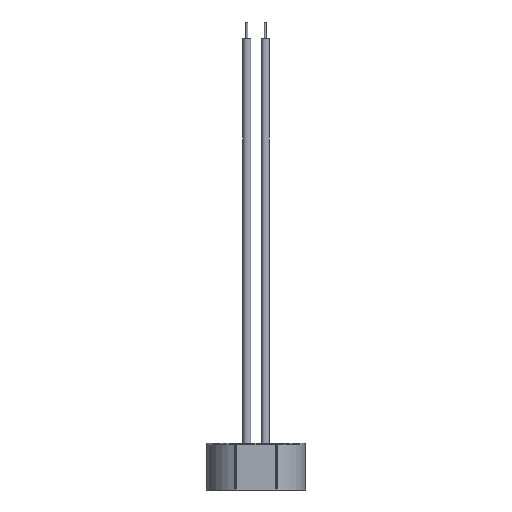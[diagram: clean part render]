
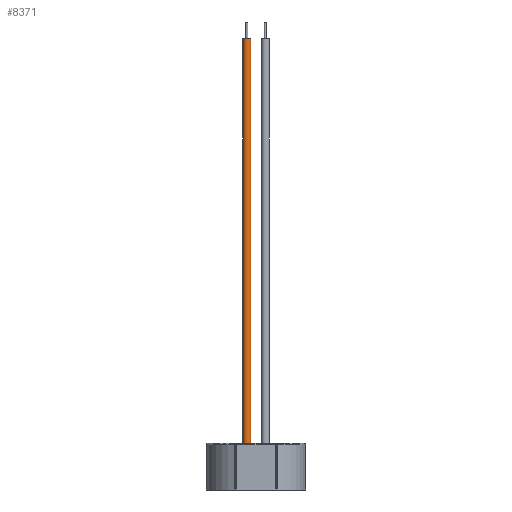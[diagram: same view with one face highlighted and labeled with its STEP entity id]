
A CAD part, front view. The second image highlights one B-rep face of the part: STEP entity #8371.
In plain terms, the highlighted cylindrical face has radius 0.991 mm (diameter 1.981 mm), a partial arc.
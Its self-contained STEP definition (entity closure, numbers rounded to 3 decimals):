
#227 = ORIENTED_EDGE ( 'NONE', *, *, #5656, .T. ) ;
#280 = EDGE_CURVE ( 'NONE', #11332, #31124, #14894, .T. ) ;
#1405 = CARTESIAN_POINT ( 'NONE',  ( -3.175, -14.677, 96. ) ) ;
#1861 = CARTESIAN_POINT ( 'NONE',  ( -2.184, -14.677, 96. ) ) ;
#2411 = DIRECTION ( 'NONE',  ( 0., 0., -1. ) ) ;
#3152 = FACE_OUTER_BOUND ( 'NONE', #6812, .T. ) ;
#3722 = VECTOR ( 'NONE', #2411, 1000. ) ;
#5143 = ORIENTED_EDGE ( 'NONE', *, *, #23961, .F. ) ;
#5656 = EDGE_CURVE ( 'NONE', #25531, #31124, #22629, .T. ) ;
#6648 = VECTOR ( 'NONE', #23405, 1000. ) ;
#6812 = EDGE_LOOP ( 'NONE', ( #21436, #5143, #19233, #227 ) ) ;
#8371 = ADVANCED_FACE ( 'NONE', ( #3152 ), #21820, .T. ) ;
#8540 = CARTESIAN_POINT ( 'NONE',  ( -1.194, -14.677, 96. ) ) ;
#8580 = DIRECTION ( 'NONE',  ( 1., 0., 0. ) ) ;
#8669 = EDGE_CURVE ( 'NONE', #13030, #25531, #10577, .T. ) ;
#10577 = LINE ( 'NONE', #35130, #3722 ) ;
#10893 = CARTESIAN_POINT ( 'NONE',  ( -2.184, -14.677, 0. ) ) ;
#11332 = VERTEX_POINT ( 'NONE', #8540 ) ;
#12875 = DIRECTION ( 'NONE',  ( 1., 0., 0. ) ) ;
#13030 = VERTEX_POINT ( 'NONE', #1405 ) ;
#13507 = CARTESIAN_POINT ( 'NONE',  ( -1.194, -14.677, 0. ) ) ;
#14894 = LINE ( 'NONE', #20041, #6648 ) ;
#16144 = DIRECTION ( 'NONE',  ( 0., 0., -1. ) ) ;
#19233 = ORIENTED_EDGE ( 'NONE', *, *, #8669, .T. ) ;
#19241 = DIRECTION ( 'NONE',  ( 0., 0., 1. ) ) ;
#20041 = CARTESIAN_POINT ( 'NONE',  ( -1.194, -14.677, 96. ) ) ;
#21287 = CARTESIAN_POINT ( 'NONE',  ( -2.184, -14.677, 96. ) ) ;
#21436 = ORIENTED_EDGE ( 'NONE', *, *, #280, .F. ) ;
#21820 = CYLINDRICAL_SURFACE ( 'NONE', #28724, 0.991 ) ;
#22594 = AXIS2_PLACEMENT_3D ( 'NONE', #1861, #34217, #12875 ) ;
#22629 = CIRCLE ( 'NONE', #23753, 0.991 ) ;
#23405 = DIRECTION ( 'NONE',  ( 0., 0., -1. ) ) ;
#23753 = AXIS2_PLACEMENT_3D ( 'NONE', #10893, #19241, #8580 ) ;
#23961 = EDGE_CURVE ( 'NONE', #13030, #11332, #26429, .T. ) ;
#25531 = VERTEX_POINT ( 'NONE', #32532 ) ;
#26429 = CIRCLE ( 'NONE', #22594, 0.991 ) ;
#26968 = DIRECTION ( 'NONE',  ( -1., 0., 0. ) ) ;
#28724 = AXIS2_PLACEMENT_3D ( 'NONE', #21287, #16144, #26968 ) ;
#31124 = VERTEX_POINT ( 'NONE', #13507 ) ;
#32532 = CARTESIAN_POINT ( 'NONE',  ( -3.175, -14.677, 0. ) ) ;
#34217 = DIRECTION ( 'NONE',  ( 0., 0., 1. ) ) ;
#35130 = CARTESIAN_POINT ( 'NONE',  ( -3.175, -14.677, 96. ) ) ;
